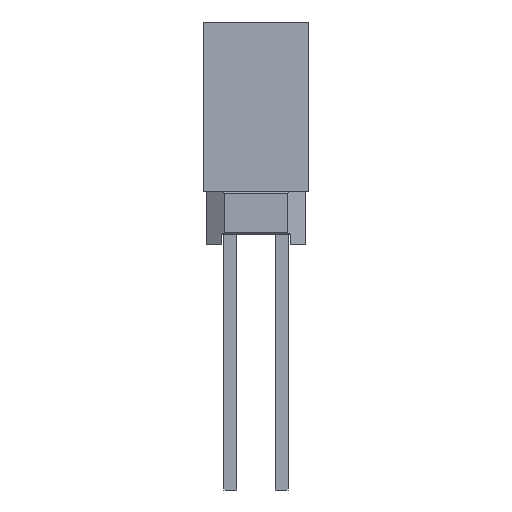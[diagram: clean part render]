
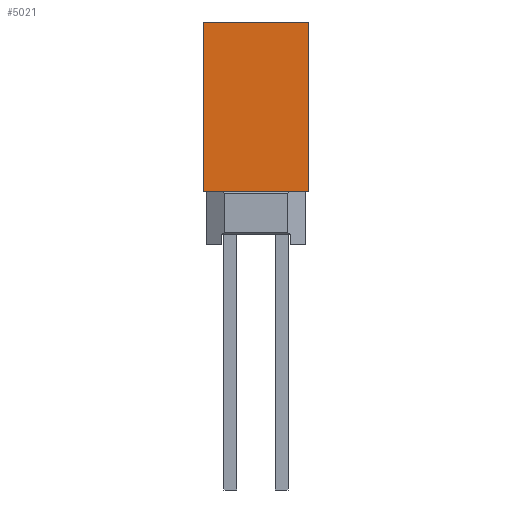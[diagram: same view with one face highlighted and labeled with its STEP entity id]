
A CAD part, left-side view. The second image highlights one B-rep face of the part: STEP entity #5021.
In plain terms, the highlighted planar face has unit normal (-1, 0, 0).
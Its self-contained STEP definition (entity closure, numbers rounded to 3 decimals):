
#1486=CARTESIAN_POINT('',(-25.91,-2.625,11.05));
#1487=VERTEX_POINT('',#1486);
#1488=CARTESIAN_POINT('',(-25.91,2.625,11.05));
#1489=VERTEX_POINT('',#1488);
#1490=CARTESIAN_POINT('',(-25.91,-2.625,11.05));
#1491=DIRECTION('',(0.0,1.0,0.0));
#1492=VECTOR('',#1491,5.25);
#1493=LINE('',#1490,#1492);
#1494=EDGE_CURVE('',#1487,#1489,#1493,.T.);
#3165=CARTESIAN_POINT('',(-25.91,-2.625,2.65));
#3166=VERTEX_POINT('',#3165);
#3167=CARTESIAN_POINT('',(-25.91,-2.625,2.65));
#3168=DIRECTION('',(0.0,0.0,1.0));
#3169=VECTOR('',#3168,8.4);
#3170=LINE('',#3167,#3169);
#3171=EDGE_CURVE('',#3166,#1487,#3170,.T.);
#4458=CARTESIAN_POINT('',(-25.91,2.625,2.65));
#4459=VERTEX_POINT('',#4458);
#4460=CARTESIAN_POINT('',(-25.91,2.625,2.65));
#4461=DIRECTION('',(0.0,-1.0,0.0));
#4462=VECTOR('',#4461,5.25);
#4463=LINE('',#4460,#4462);
#4464=EDGE_CURVE('',#4459,#3166,#4463,.T.);
#4998=CARTESIAN_POINT('',(-25.91,2.625,11.05));
#4999=DIRECTION('',(0.0,0.0,-1.0));
#5000=VECTOR('',#4999,8.4);
#5001=LINE('',#4998,#5000);
#5002=EDGE_CURVE('',#1489,#4459,#5001,.T.);
#5010=CARTESIAN_POINT('',(-25.91,-2.723,2.23));
#5011=DIRECTION('',(-1.0,0.0,0.0));
#5012=DIRECTION('',(0.0,-1.0,0.0));
#5013=AXIS2_PLACEMENT_3D('',#5010,#5011,#5012);
#5014=PLANE('',#5013);
#5015=ORIENTED_EDGE('',*,*,#3171,.T.);
#5016=ORIENTED_EDGE('',*,*,#1494,.T.);
#5017=ORIENTED_EDGE('',*,*,#5002,.T.);
#5018=ORIENTED_EDGE('',*,*,#4464,.T.);
#5019=EDGE_LOOP('',(#5015,#5016,#5017,#5018));
#5020=FACE_OUTER_BOUND('',#5019,.T.);
#5021=ADVANCED_FACE('',(#5020),#5014,.T.);
